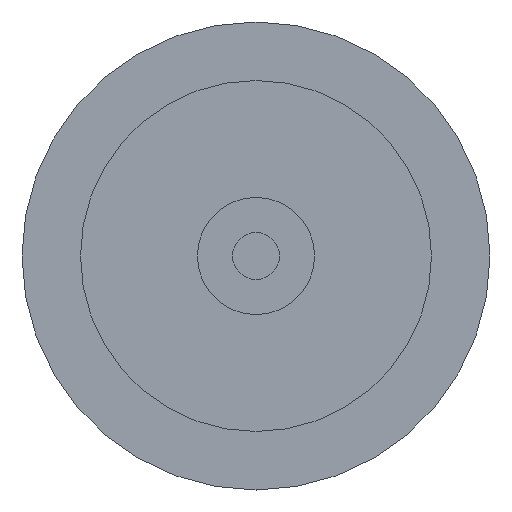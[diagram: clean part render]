
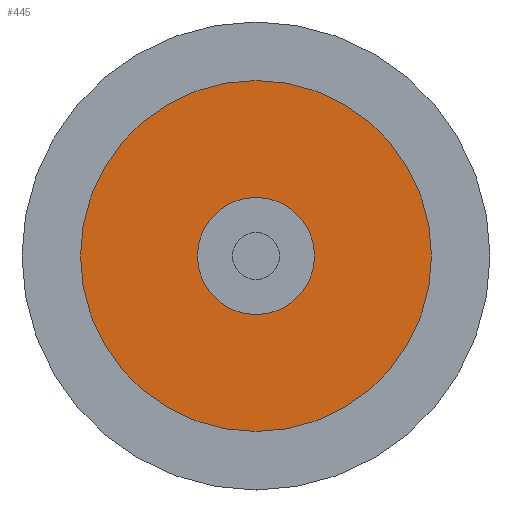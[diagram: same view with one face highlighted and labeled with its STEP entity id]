
A CAD part, front view. The second image highlights one B-rep face of the part: STEP entity #445.
In plain terms, the highlighted planar face has unit normal (0, -1, 0).
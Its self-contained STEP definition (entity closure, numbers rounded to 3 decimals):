
#27=FACE_BOUND('',#132,.T.);
#95=FACE_OUTER_BOUND('',#131,.T.);
#131=EDGE_LOOP('',(#321));
#132=EDGE_LOOP('',(#322));
#177=CIRCLE('',#500,5.);
#178=CIRCLE('',#502,15.);
#217=VERTEX_POINT('',#757);
#218=VERTEX_POINT('',#761);
#256=EDGE_CURVE('',#217,#217,#177,.T.);
#258=EDGE_CURVE('',#218,#218,#178,.T.);
#321=ORIENTED_EDGE('',*,*,#258,.F.);
#322=ORIENTED_EDGE('',*,*,#256,.T.);
#428=PLANE('',#501);
#445=ADVANCED_FACE('',(#95,#27),#428,.T.);
#500=AXIS2_PLACEMENT_3D('',#758,#590,#591);
#501=AXIS2_PLACEMENT_3D('',#760,#593,#594);
#502=AXIS2_PLACEMENT_3D('',#762,#595,#596);
#590=DIRECTION('center_axis',(0.,1.,0.));
#591=DIRECTION('ref_axis',(1.,0.,0.));
#593=DIRECTION('center_axis',(0.,-1.,0.));
#594=DIRECTION('ref_axis',(0.,0.,-1.));
#595=DIRECTION('center_axis',(0.,1.,0.));
#596=DIRECTION('ref_axis',(1.,0.,0.));
#757=CARTESIAN_POINT('',(5.,34.,0.));
#758=CARTESIAN_POINT('Origin',(0.,34.,0.));
#760=CARTESIAN_POINT('Origin',(-15.,34.,0.));
#761=CARTESIAN_POINT('',(15.,34.,0.));
#762=CARTESIAN_POINT('Origin',(0.,34.,0.));
